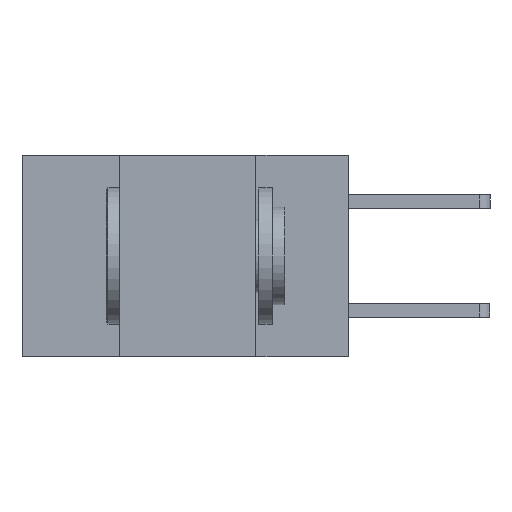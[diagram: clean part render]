
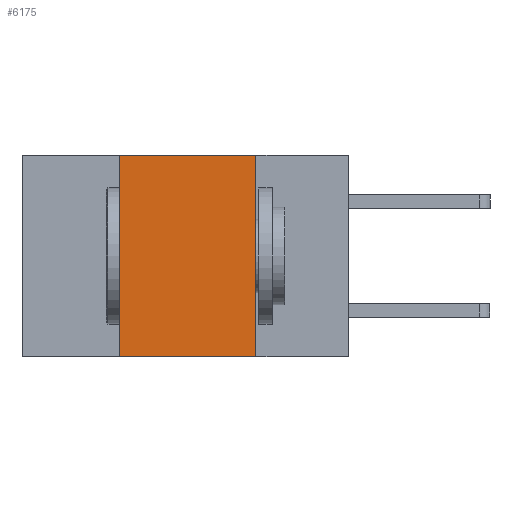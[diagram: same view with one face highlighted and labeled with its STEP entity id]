
A CAD part, left-side view. The second image highlights one B-rep face of the part: STEP entity #6175.
In plain terms, the highlighted planar face has unit normal (-1, 0, 0).
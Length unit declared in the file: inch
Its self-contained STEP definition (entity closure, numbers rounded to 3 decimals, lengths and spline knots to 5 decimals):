
#13 = CARTESIAN_POINT ( 'NONE',  ( 0., 0.42, 0. ) ) ;
#47 = ORIENTED_EDGE ( 'NONE', *, *, #3470, .T. ) ;
#936 = VECTOR ( 'NONE', #6991, 39.37008 ) ;
#1040 = CARTESIAN_POINT ( 'NONE',  ( 0., 0.6, 0. ) ) ;
#1821 = DIRECTION ( 'NONE',  ( 0., 0., -1. ) ) ;
#1875 = ORIENTED_EDGE ( 'NONE', *, *, #8882, .F. ) ;
#2657 = PLANE ( 'NONE',  #4330 ) ;
#3201 = VECTOR ( 'NONE', #9293, 39.37008 ) ;
#3470 = EDGE_CURVE ( 'NONE', #6594, #7532, #7848, .T. ) ;
#4052 = LINE ( 'NONE', #1040, #4320 ) ;
#4320 = VECTOR ( 'NONE', #7131, 39.37008 ) ;
#4330 = AXIS2_PLACEMENT_3D ( 'NONE', #5240, #7020, #1821 ) ;
#4706 = VERTEX_POINT ( 'NONE', #10432 ) ;
#4820 = ORIENTED_EDGE ( 'NONE', *, *, #7022, .F. ) ;
#5240 = CARTESIAN_POINT ( 'NONE',  ( 0., 0.6, 0. ) ) ;
#5526 = CARTESIAN_POINT ( 'NONE',  ( 0., 0.42, -0.37 ) ) ;
#6094 = CARTESIAN_POINT ( 'NONE',  ( 0., 0.17, 0. ) ) ;
#6175 = ADVANCED_FACE ( 'NONE', ( #7883 ), #2657, .F. ) ;
#6594 = VERTEX_POINT ( 'NONE', #5526 ) ;
#6991 = DIRECTION ( 'NONE',  ( 0., 0., -1. ) ) ;
#7020 = DIRECTION ( 'NONE',  ( 1., 0., 0. ) ) ;
#7022 = EDGE_CURVE ( 'NONE', #4706, #7532, #7920, .T. ) ;
#7131 = DIRECTION ( 'NONE',  ( 0., -1., 0. ) ) ;
#7532 = VERTEX_POINT ( 'NONE', #8479 ) ;
#7556 = CARTESIAN_POINT ( 'NONE',  ( 0., 0.42, 0. ) ) ;
#7588 = VECTOR ( 'NONE', #7868, 39.37008 ) ;
#7848 = LINE ( 'NONE', #8499, #3201 ) ;
#7868 = DIRECTION ( 'NONE',  ( 0., 0., 1. ) ) ;
#7871 = EDGE_CURVE ( 'NONE', #8182, #4706, #4052, .T. ) ;
#7883 = FACE_OUTER_BOUND ( 'NONE', #9805, .T. ) ;
#7920 = LINE ( 'NONE', #6094, #936 ) ;
#8182 = VERTEX_POINT ( 'NONE', #7556 ) ;
#8294 = ORIENTED_EDGE ( 'NONE', *, *, #7871, .F. ) ;
#8479 = CARTESIAN_POINT ( 'NONE',  ( 0., 0.17, -0.37 ) ) ;
#8499 = CARTESIAN_POINT ( 'NONE',  ( 0., 0.6, -0.37 ) ) ;
#8882 = EDGE_CURVE ( 'NONE', #6594, #8182, #9916, .T. ) ;
#9293 = DIRECTION ( 'NONE',  ( 0., -1., 0. ) ) ;
#9805 = EDGE_LOOP ( 'NONE', ( #4820, #8294, #1875, #47 ) ) ;
#9916 = LINE ( 'NONE', #13, #7588 ) ;
#10432 = CARTESIAN_POINT ( 'NONE',  ( 0., 0.17, 0. ) ) ;
